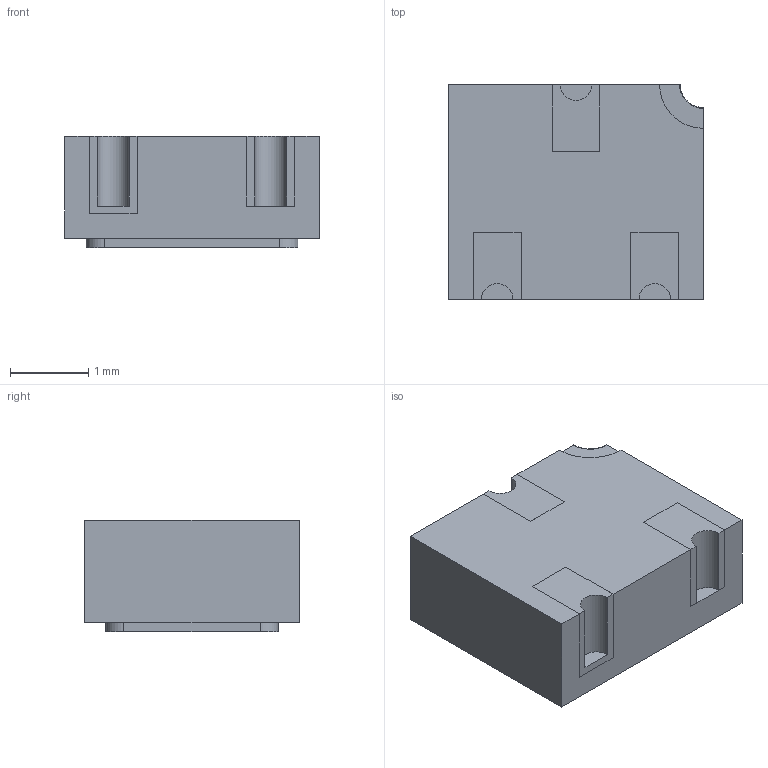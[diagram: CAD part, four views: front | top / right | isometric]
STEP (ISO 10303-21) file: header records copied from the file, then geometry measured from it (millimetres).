
FILE_DESCRIPTION (( 'STEP AP214' ), '1' );
FILE_NAME ('2N2222AUB.STEP', '2021-08-23T09:20:52', ( '' ), ( '' ), 'SwSTEP 2.0', 'SolidWorks 2018', '' );
FILE_SCHEMA (( 'AUTOMOTIVE_DESIGN' ));
Length unit declared in the file: millimetre
Products named in the file (1): 2N2222AUB
Bounding box: 3.25 x 2.74 x 1.42 mm (x, y, z)
Volume: 12 mm3; surface area: 35.5 mm2
Topology: 2 solids, 2 shells, 52 faces, 141 edges, 94 vertices
Faces by surface type: plane 41, cylinder 11
Entity records: 2244 total; most frequent: CARTESIAN_POINT 288, ORIENTED_EDGE 282, DIRECTION 271, EDGE_CURVE 141, VECTOR 117, LINE 117, VERTEX_POINT 94, AXIS2_PLACEMENT_3D 77
